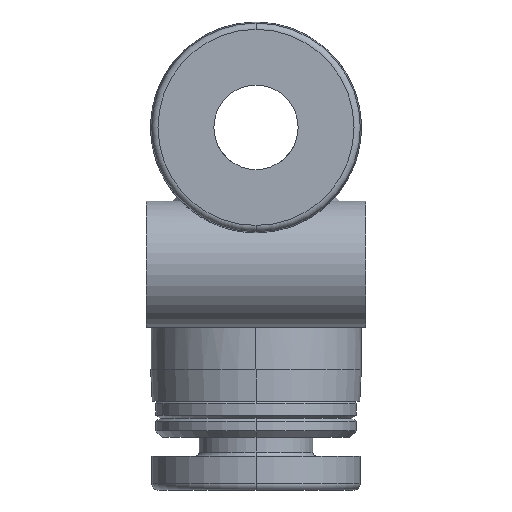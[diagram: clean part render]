
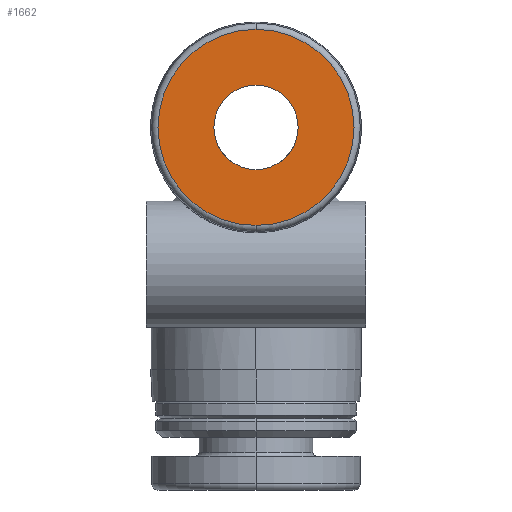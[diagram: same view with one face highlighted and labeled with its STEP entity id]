
A CAD part, left-side view. The second image highlights one B-rep face of the part: STEP entity #1662.
In plain terms, the highlighted planar face has unit normal (-1, 0, 0).
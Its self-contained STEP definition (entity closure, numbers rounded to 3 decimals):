
#83=PLANE('',#1847);
#103=FACE_BOUND('',#289,.T.);
#172=FACE_OUTER_BOUND('',#288,.T.);
#288=EDGE_LOOP('',(#1318,#1319));
#289=EDGE_LOOP('',(#1320,#1321));
#361=CIRCLE('',#1724,2.);
#383=CIRCLE('',#1766,2.);
#435=CIRCLE('',#1848,4.65);
#436=CIRCLE('',#1849,4.65);
#663=VERTEX_POINT('',#2569);
#664=VERTEX_POINT('',#2571);
#757=VERTEX_POINT('',#3157);
#758=VERTEX_POINT('',#3158);
#824=EDGE_CURVE('',#663,#664,#361,.T.);
#888=EDGE_CURVE('',#664,#663,#383,.T.);
#958=EDGE_CURVE('',#757,#758,#435,.T.);
#959=EDGE_CURVE('',#758,#757,#436,.T.);
#1318=ORIENTED_EDGE('',*,*,#958,.T.);
#1319=ORIENTED_EDGE('',*,*,#959,.T.);
#1320=ORIENTED_EDGE('',*,*,#824,.F.);
#1321=ORIENTED_EDGE('',*,*,#888,.F.);
#1662=ADVANCED_FACE('',(#172,#103),#83,.T.);
#1724=AXIS2_PLACEMENT_3D('',#2572,#1984,#1985);
#1766=AXIS2_PLACEMENT_3D('',#3011,#2082,#2083);
#1847=AXIS2_PLACEMENT_3D('',#3156,#2262,#2263);
#1848=AXIS2_PLACEMENT_3D('',#3159,#2264,#2265);
#1849=AXIS2_PLACEMENT_3D('',#3160,#2266,#2267);
#1984=DIRECTION('center_axis',(-1.,0.,0.));
#1985=DIRECTION('ref_axis',(0.,0.,1.));
#2082=DIRECTION('center_axis',(-1.,0.,0.));
#2083=DIRECTION('ref_axis',(0.,0.,-1.));
#2262=DIRECTION('center_axis',(-1.,0.,0.));
#2263=DIRECTION('ref_axis',(0.,-1.,0.));
#2264=DIRECTION('center_axis',(-1.,0.,0.));
#2265=DIRECTION('ref_axis',(0.,0.,-1.));
#2266=DIRECTION('center_axis',(-1.,0.,0.));
#2267=DIRECTION('ref_axis',(0.,0.,1.));
#2569=CARTESIAN_POINT('',(-18.2,0.,19.2));
#2571=CARTESIAN_POINT('',(-18.2,0.,15.2));
#2572=CARTESIAN_POINT('Origin',(-18.2,0.,17.2));
#3011=CARTESIAN_POINT('Origin',(-18.2,0.,17.2));
#3156=CARTESIAN_POINT('Origin',(-18.2,5.15,12.05));
#3157=CARTESIAN_POINT('',(-18.2,0.,12.55));
#3158=CARTESIAN_POINT('',(-18.2,0.,21.85));
#3159=CARTESIAN_POINT('Origin',(-18.2,0.,17.2));
#3160=CARTESIAN_POINT('Origin',(-18.2,0.,17.2));
